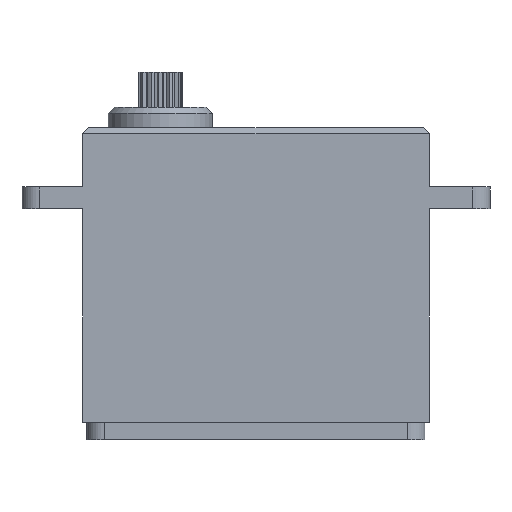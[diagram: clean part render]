
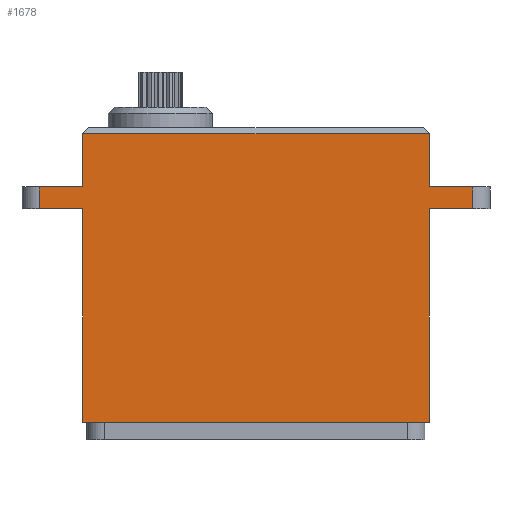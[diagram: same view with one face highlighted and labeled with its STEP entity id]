
A CAD part, front view. The second image highlights one B-rep face of the part: STEP entity #1678.
In plain terms, the highlighted planar face has unit normal (0, -1, 0).
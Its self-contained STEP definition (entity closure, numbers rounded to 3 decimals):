
#200=FACE_OUTER_BOUND('',#290,.T.);
#290=EDGE_LOOP('',(#1148,#1149,#1150,#1151,#1152,#1153,#1154,#1155,#1156,
#1157,#1158,#1159));
#398=LINE('',#2481,#566);
#400=LINE('',#2485,#568);
#401=LINE('',#2487,#569);
#402=LINE('',#2489,#570);
#403=LINE('',#2491,#571);
#404=LINE('',#2493,#572);
#405=LINE('',#2495,#573);
#406=LINE('',#2497,#574);
#407=LINE('',#2499,#575);
#408=LINE('',#2501,#576);
#409=LINE('',#2503,#577);
#410=LINE('',#2504,#578);
#566=VECTOR('',#1972,10.);
#568=VECTOR('',#1976,10.);
#569=VECTOR('',#1977,10.);
#570=VECTOR('',#1978,10.);
#571=VECTOR('',#1979,10.);
#572=VECTOR('',#1980,10.);
#573=VECTOR('',#1981,10.);
#574=VECTOR('',#1982,10.);
#575=VECTOR('',#1983,10.);
#576=VECTOR('',#1984,10.);
#577=VECTOR('',#1985,10.);
#578=VECTOR('',#1986,10.);
#727=VERTEX_POINT('',#2465);
#731=VERTEX_POINT('',#2477);
#732=VERTEX_POINT('',#2484);
#733=VERTEX_POINT('',#2486);
#734=VERTEX_POINT('',#2488);
#735=VERTEX_POINT('',#2490);
#736=VERTEX_POINT('',#2492);
#737=VERTEX_POINT('',#2494);
#738=VERTEX_POINT('',#2496);
#739=VERTEX_POINT('',#2498);
#740=VERTEX_POINT('',#2500);
#741=VERTEX_POINT('',#2502);
#896=EDGE_CURVE('',#727,#731,#398,.T.);
#898=EDGE_CURVE('',#732,#727,#400,.T.);
#899=EDGE_CURVE('',#733,#732,#401,.T.);
#900=EDGE_CURVE('',#734,#733,#402,.T.);
#901=EDGE_CURVE('',#735,#734,#403,.T.);
#902=EDGE_CURVE('',#736,#735,#404,.T.);
#903=EDGE_CURVE('',#736,#737,#405,.T.);
#904=EDGE_CURVE('',#737,#738,#406,.T.);
#905=EDGE_CURVE('',#739,#738,#407,.T.);
#906=EDGE_CURVE('',#740,#739,#408,.T.);
#907=EDGE_CURVE('',#741,#740,#409,.T.);
#908=EDGE_CURVE('',#741,#731,#410,.T.);
#1148=ORIENTED_EDGE('',*,*,#896,.F.);
#1149=ORIENTED_EDGE('',*,*,#898,.F.);
#1150=ORIENTED_EDGE('',*,*,#899,.F.);
#1151=ORIENTED_EDGE('',*,*,#900,.F.);
#1152=ORIENTED_EDGE('',*,*,#901,.F.);
#1153=ORIENTED_EDGE('',*,*,#902,.F.);
#1154=ORIENTED_EDGE('',*,*,#903,.T.);
#1155=ORIENTED_EDGE('',*,*,#904,.T.);
#1156=ORIENTED_EDGE('',*,*,#905,.F.);
#1157=ORIENTED_EDGE('',*,*,#906,.F.);
#1158=ORIENTED_EDGE('',*,*,#907,.F.);
#1159=ORIENTED_EDGE('',*,*,#908,.T.);
#1628=PLANE('',#1788);
#1678=ADVANCED_FACE('',(#200),#1628,.T.);
#1788=AXIS2_PLACEMENT_3D('',#2483,#1974,#1975);
#1972=DIRECTION('',(1.,0.,0.));
#1974=DIRECTION('center_axis',(0.,-1.,0.));
#1975=DIRECTION('ref_axis',(1.,0.,0.));
#1976=DIRECTION('',(0.,0.,1.));
#1977=DIRECTION('',(1.,0.,0.));
#1978=DIRECTION('',(0.,0.,1.));
#1979=DIRECTION('',(-1.,0.,0.));
#1980=DIRECTION('',(0.,0.,1.));
#1981=DIRECTION('',(1.,0.,0.));
#1982=DIRECTION('',(0.,0.,1.));
#1983=DIRECTION('',(-1.,0.,0.));
#1984=DIRECTION('',(0.,0.,-1.));
#1985=DIRECTION('',(1.,0.,0.));
#1986=DIRECTION('',(0.,0.,1.));
#2465=CARTESIAN_POINT('',(0.,0.,35.32));
#2477=CARTESIAN_POINT('',(40.,0.,35.32));
#2481=CARTESIAN_POINT('',(10.,0.,35.32));
#2483=CARTESIAN_POINT('Origin',(0.,0.,0.));
#2484=CARTESIAN_POINT('',(0.,0.,29.17));
#2485=CARTESIAN_POINT('',(0.,0.,29.17));
#2486=CARTESIAN_POINT('',(-5.,0.,29.17));
#2487=CARTESIAN_POINT('',(47.,0.,29.17));
#2488=CARTESIAN_POINT('',(-5.,0.,26.67));
#2489=CARTESIAN_POINT('',(-5.,0.,13.335));
#2490=CARTESIAN_POINT('',(0.,0.,26.67));
#2491=CARTESIAN_POINT('',(47.,0.,26.67));
#2492=CARTESIAN_POINT('',(0.,0.,2.));
#2493=CARTESIAN_POINT('',(0.,0.,0.));
#2494=CARTESIAN_POINT('',(40.,0.,2.));
#2495=CARTESIAN_POINT('',(10.,0.,2.));
#2496=CARTESIAN_POINT('',(40.,0.,26.67));
#2497=CARTESIAN_POINT('',(40.,0.,0.));
#2498=CARTESIAN_POINT('',(45.,0.,26.67));
#2499=CARTESIAN_POINT('',(47.,0.,26.67));
#2500=CARTESIAN_POINT('',(45.,0.,29.17));
#2501=CARTESIAN_POINT('',(45.,0.,13.335));
#2502=CARTESIAN_POINT('',(40.,0.,29.17));
#2503=CARTESIAN_POINT('',(47.,0.,29.17));
#2504=CARTESIAN_POINT('',(40.,0.,29.17));
